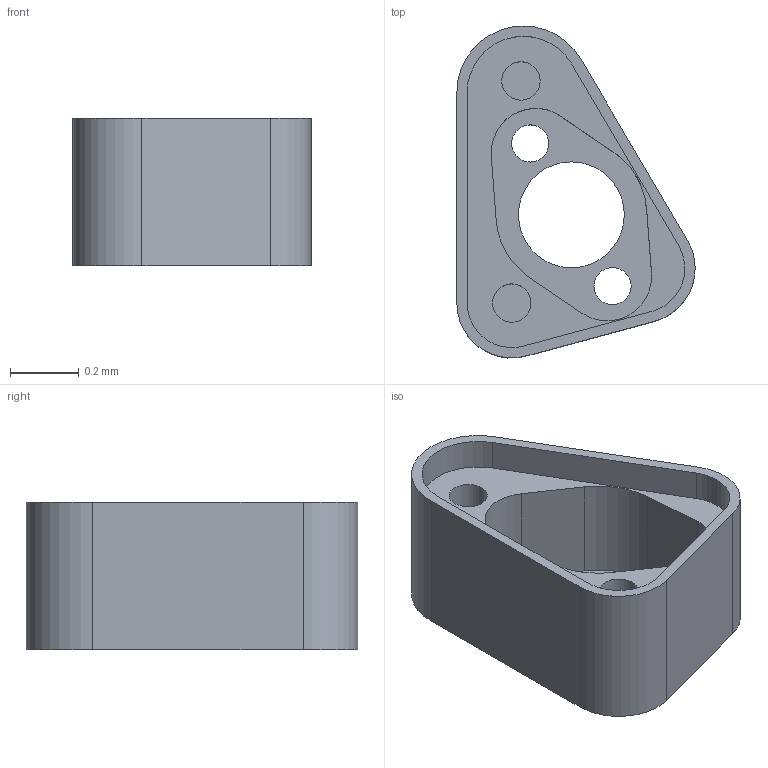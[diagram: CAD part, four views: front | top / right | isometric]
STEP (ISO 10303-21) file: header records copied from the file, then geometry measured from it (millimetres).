
FILE_DESCRIPTION(('produced by SPATIAL CORP'),'2;1');
FILE_NAME('part09.hh.sat.stp', '2002-04-19T09:54:21+00:00',('SPATIAL CORP'),('SPATIAL CORP'), 'ACIS STEP Husk','http://www.spatial.com','SPATIAL CORP');
FILE_SCHEMA(('CONFIG_CONTROL_DESIGN'));
Length unit declared in the file: millimetre
Products named in the file (1): PRODUCT_ID_1
Bounding box: 0.69 x 0.97 x 0.43 mm (x, y, z)
Volume: 0.1 mm3; surface area: 2.9 mm2
Topology: 1 solids, 1 shells, 40 faces, 102 edges, 68 vertices
Faces by surface type: cylinder 24, plane 16
Entity records: 1196 total; most frequent: ORIENTED_EDGE 204, CARTESIAN_POINT 183, DIRECTION 176, EDGE_CURVE 102, VERTEX_POINT 68, AXIS2_PLACEMENT_3D 61, VECTOR 54, LINE 54
